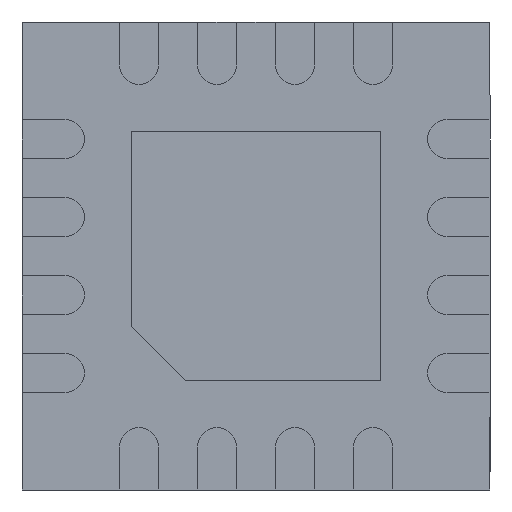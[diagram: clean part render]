
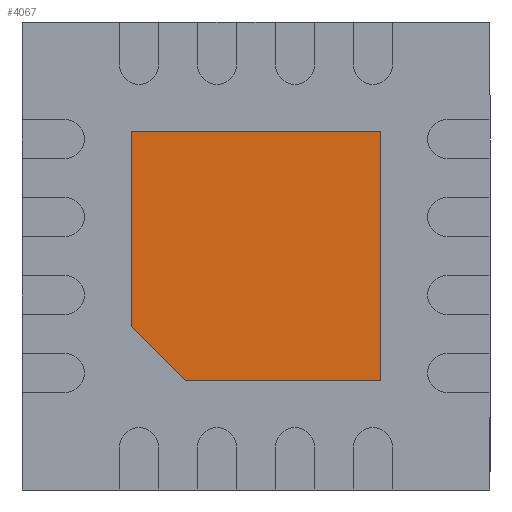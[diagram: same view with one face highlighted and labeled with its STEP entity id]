
A CAD part, front view. The second image highlights one B-rep face of the part: STEP entity #4067.
In plain terms, the highlighted planar face has unit normal (0, -1, 0).
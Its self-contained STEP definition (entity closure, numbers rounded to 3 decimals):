
#110 = VERTEX_POINT ( 'NONE', #7328 ) ;
#113 = ORIENTED_EDGE ( 'NONE', *, *, #5531, .T. ) ;
#117 = CARTESIAN_POINT ( 'NONE',  ( 0.8, 0., -0.8 ) ) ;
#198 = VERTEX_POINT ( 'NONE', #1566 ) ;
#235 = EDGE_LOOP ( 'NONE', ( #1377, #113, #6408, #8414, #7050 ) ) ;
#254 = AXIS2_PLACEMENT_3D ( 'NONE', #3632, #5154, #2969 ) ;
#649 = EDGE_CURVE ( 'NONE', #2160, #198, #848, .T. ) ;
#848 = LINE ( 'NONE', #117, #3521 ) ;
#1230 = CARTESIAN_POINT ( 'NONE',  ( 0.8, 0., -0.8 ) ) ;
#1258 = DIRECTION ( 'NONE',  ( 0.707, 0., -0.707 ) ) ;
#1265 = VECTOR ( 'NONE', #7177, 1000. ) ;
#1299 = VECTOR ( 'NONE', #9098, 1000. ) ;
#1377 = ORIENTED_EDGE ( 'NONE', *, *, #6238, .T. ) ;
#1566 = CARTESIAN_POINT ( 'NONE',  ( 0.8, 0., 0.8 ) ) ;
#1761 = CARTESIAN_POINT ( 'NONE',  ( -0.45, 0., -0.8 ) ) ;
#2016 = VERTEX_POINT ( 'NONE', #5257 ) ;
#2160 = VERTEX_POINT ( 'NONE', #3994 ) ;
#2248 = CARTESIAN_POINT ( 'NONE',  ( -0.8, 0., -0.45 ) ) ;
#2872 = CARTESIAN_POINT ( 'NONE',  ( -0.8, 0., -0.45 ) ) ;
#2969 = DIRECTION ( 'NONE',  ( 0., 0., -1. ) ) ;
#2993 = DIRECTION ( 'NONE',  ( 0., 0., 1. ) ) ;
#3211 = CARTESIAN_POINT ( 'NONE',  ( 0.8, 0., 0.8 ) ) ;
#3296 = LINE ( 'NONE', #2248, #1265 ) ;
#3521 = VECTOR ( 'NONE', #2993, 1000. ) ;
#3632 = CARTESIAN_POINT ( 'NONE',  ( 0., 0., 0. ) ) ;
#3714 = EDGE_CURVE ( 'NONE', #198, #110, #7072, .T. ) ;
#3994 = CARTESIAN_POINT ( 'NONE',  ( 0.8, 0., -0.8 ) ) ;
#4067 = ADVANCED_FACE ( 'NONE', ( #5519 ), #8589, .T. ) ;
#5154 = DIRECTION ( 'NONE',  ( 0., -1., 0. ) ) ;
#5257 = CARTESIAN_POINT ( 'NONE',  ( -0.45, 0., -0.8 ) ) ;
#5519 = FACE_OUTER_BOUND ( 'NONE', #235, .T. ) ;
#5531 = EDGE_CURVE ( 'NONE', #5731, #2016, #7119, .T. ) ;
#5731 = VERTEX_POINT ( 'NONE', #2872 ) ;
#6238 = EDGE_CURVE ( 'NONE', #110, #5731, #3296, .T. ) ;
#6408 = ORIENTED_EDGE ( 'NONE', *, *, #7942, .T. ) ;
#6584 = LINE ( 'NONE', #1230, #1299 ) ;
#7050 = ORIENTED_EDGE ( 'NONE', *, *, #3714, .T. ) ;
#7072 = LINE ( 'NONE', #3211, #8299 ) ;
#7119 = LINE ( 'NONE', #1761, #8121 ) ;
#7177 = DIRECTION ( 'NONE',  ( 0., 0., -1. ) ) ;
#7328 = CARTESIAN_POINT ( 'NONE',  ( -0.8, 0., 0.8 ) ) ;
#7942 = EDGE_CURVE ( 'NONE', #2016, #2160, #6584, .T. ) ;
#8121 = VECTOR ( 'NONE', #1258, 1000. ) ;
#8230 = DIRECTION ( 'NONE',  ( -1., 0., 0. ) ) ;
#8299 = VECTOR ( 'NONE', #8230, 1000. ) ;
#8414 = ORIENTED_EDGE ( 'NONE', *, *, #649, .T. ) ;
#8589 = PLANE ( 'NONE',  #254 ) ;
#9098 = DIRECTION ( 'NONE',  ( 1., 0., 0. ) ) ;
